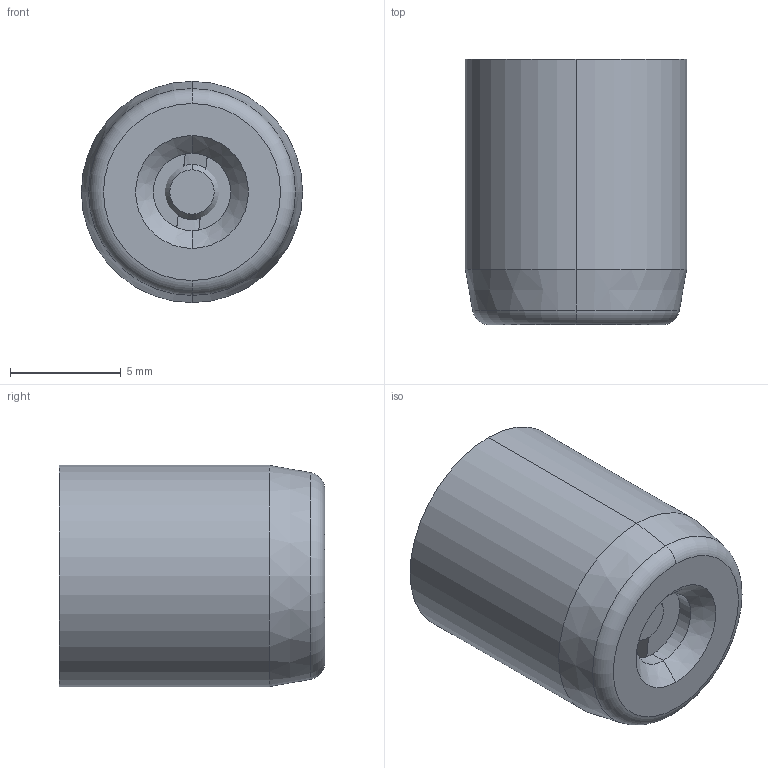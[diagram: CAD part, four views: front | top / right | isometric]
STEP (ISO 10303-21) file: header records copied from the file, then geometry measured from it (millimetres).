
FILE_DESCRIPTION (( 'STEP AP214' ), '1' );
FILE_NAME ('VA100812.STEP', '2013-06-27T11:21:52', ( '' ), ( '' ), 'SwSTEP 2.0', 'SolidWorks 2011', '' );
FILE_SCHEMA (( 'AUTOMOTIVE_DESIGN' ));
Length unit declared in the file: millimetre
Products named in the file (6): VA 100812-2; VA 100812-1; VA 100812-4; VA100812; VA 100812-5; VA 100812-3 - comprimido
Assembly tree (5 placements, depth 2):
  VA100812
    VA 100812-4
    VA 100812-5
    VA 100812-3 - comprimido
    VA 100812-1
    VA 100812-2
Bounding box: 10 x 12 x 10 mm (x, y, z)
Volume: 804 mm3; surface area: 1403.3 mm2
Topology: 5 solids, 5 shells, 83 faces, 196 edges, 126 vertices
Faces by surface type: cylinder 32, plane 27, cone 16, torus 6, bspline 2
Entity records: 4230 total; most frequent: CARTESIAN_POINT 2005, DIRECTION 436, ORIENTED_EDGE 392, EDGE_CURVE 196, AXIS2_PLACEMENT_3D 182, VERTEX_POINT 126, EDGE_LOOP 94, CIRCLE 93
